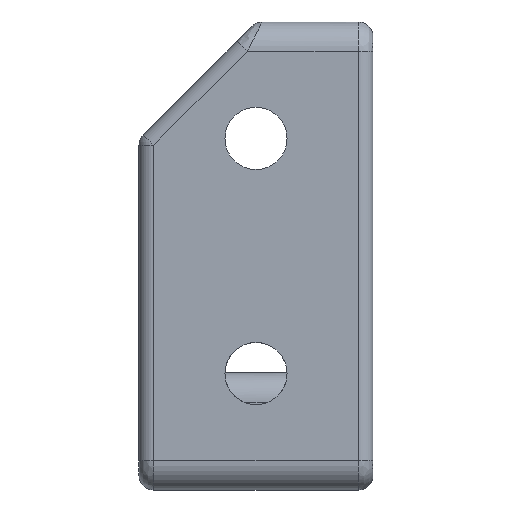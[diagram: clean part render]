
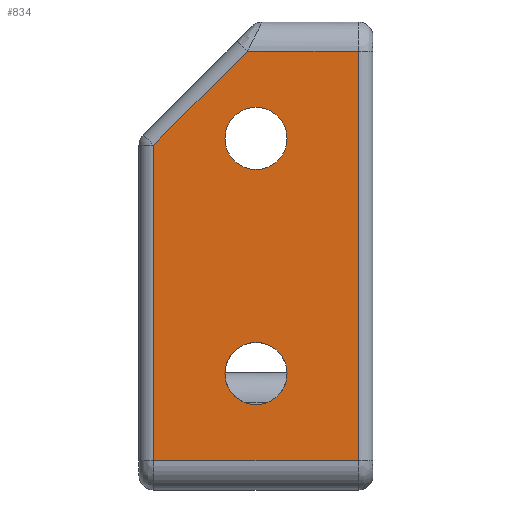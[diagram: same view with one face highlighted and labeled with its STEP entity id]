
A CAD part, left-side view. The second image highlights one B-rep face of the part: STEP entity #834.
In plain terms, the highlighted planar face has unit normal (-1, 0, 0).
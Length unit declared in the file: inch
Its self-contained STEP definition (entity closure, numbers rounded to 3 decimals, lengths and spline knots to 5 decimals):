
#26=FACE_BOUND('',#284,.T.);
#27=FACE_BOUND('',#285,.T.);
#37=PLANE('',#960);
#54=LINE('',#1280,#106);
#88=LINE('',#1471,#140);
#92=LINE('',#1546,#144);
#95=LINE('',#1554,#147);
#96=LINE('',#1556,#148);
#106=VECTOR('',#996,0.3937);
#140=VECTOR('',#1166,0.3937);
#144=VECTOR('',#1190,0.3937);
#147=VECTOR('',#1203,0.3937);
#148=VECTOR('',#1206,0.3937);
#225=FACE_OUTER_BOUND('',#283,.T.);
#283=EDGE_LOOP('',(#715,#716,#717,#718,#719));
#284=EDGE_LOOP('',(#720));
#285=EDGE_LOOP('',(#721));
#357=CIRCLE('',#961,0.13287);
#358=CIRCLE('',#962,0.13287);
#367=VERTEX_POINT('',#1273);
#369=VERTEX_POINT('',#1278);
#411=VERTEX_POINT('',#1439);
#416=VERTEX_POINT('',#1464);
#423=VERTEX_POINT('',#1541);
#424=VERTEX_POINT('',#1557);
#425=VERTEX_POINT('',#1559);
#437=EDGE_CURVE('',#369,#367,#54,.T.);
#516=EDGE_CURVE('',#416,#411,#88,.T.);
#527=EDGE_CURVE('',#411,#423,#92,.T.);
#531=EDGE_CURVE('',#423,#369,#95,.T.);
#532=EDGE_CURVE('',#367,#416,#96,.T.);
#533=EDGE_CURVE('',#424,#424,#357,.T.);
#534=EDGE_CURVE('',#425,#425,#358,.T.);
#715=ORIENTED_EDGE('',*,*,#437,.F.);
#716=ORIENTED_EDGE('',*,*,#531,.F.);
#717=ORIENTED_EDGE('',*,*,#527,.F.);
#718=ORIENTED_EDGE('',*,*,#516,.F.);
#719=ORIENTED_EDGE('',*,*,#532,.F.);
#720=ORIENTED_EDGE('',*,*,#533,.T.);
#721=ORIENTED_EDGE('',*,*,#534,.T.);
#834=ADVANCED_FACE('',(#225,#26,#27),#37,.T.);
#960=AXIS2_PLACEMENT_3D('',#1555,#1204,#1205);
#961=AXIS2_PLACEMENT_3D('',#1558,#1207,#1208);
#962=AXIS2_PLACEMENT_3D('',#1560,#1209,#1210);
#996=DIRECTION('',(0.,0.,-1.));
#1166=DIRECTION('',(0.,0.,1.));
#1190=DIRECTION('',(0.,-0.707,0.707));
#1203=DIRECTION('',(0.,-1.,0.));
#1204=DIRECTION('center_axis',(-1.,0.,0.));
#1205=DIRECTION('ref_axis',(0.,-1.,0.));
#1206=DIRECTION('',(0.,1.,0.));
#1207=DIRECTION('center_axis',(1.,0.,0.));
#1208=DIRECTION('ref_axis',(0.,0.,-1.));
#1209=DIRECTION('center_axis',(1.,0.,0.));
#1210=DIRECTION('ref_axis',(0.,0.,-1.));
#1273=CARTESIAN_POINT('',(-2.,-0.3125,-0.875));
#1278=CARTESIAN_POINT('',(-2.,-0.3125,0.875));
#1280=CARTESIAN_POINT('',(-2.,-0.3125,0.));
#1439=CARTESIAN_POINT('',(-2.,0.5625,0.47411));
#1464=CARTESIAN_POINT('',(-2.,0.5625,-0.875));
#1471=CARTESIAN_POINT('',(-2.,0.5625,0.));
#1541=CARTESIAN_POINT('',(-2.,0.16161,0.875));
#1546=CARTESIAN_POINT('',(-2.,0.45581,0.58081));
#1554=CARTESIAN_POINT('',(-2.,0.375,0.875));
#1555=CARTESIAN_POINT('Origin',(-2.,0.625,0.));
#1556=CARTESIAN_POINT('',(-2.,0.375,-0.875));
#1557=CARTESIAN_POINT('',(-2.,0.125,-0.36963));
#1558=CARTESIAN_POINT('Origin',(-2.,0.125,-0.5025));
#1559=CARTESIAN_POINT('',(-2.,0.125,0.63537));
#1560=CARTESIAN_POINT('Origin',(-2.,0.125,0.5025));
